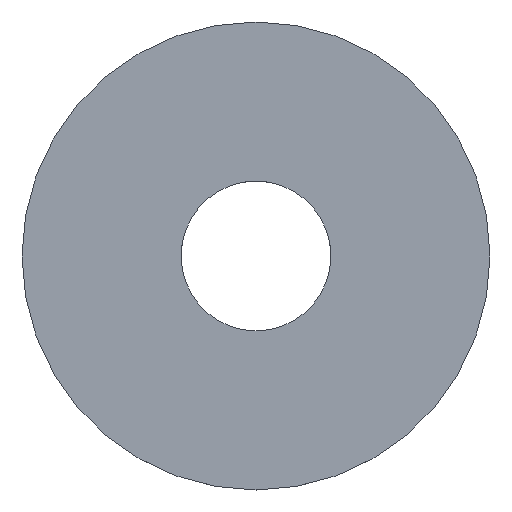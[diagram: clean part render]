
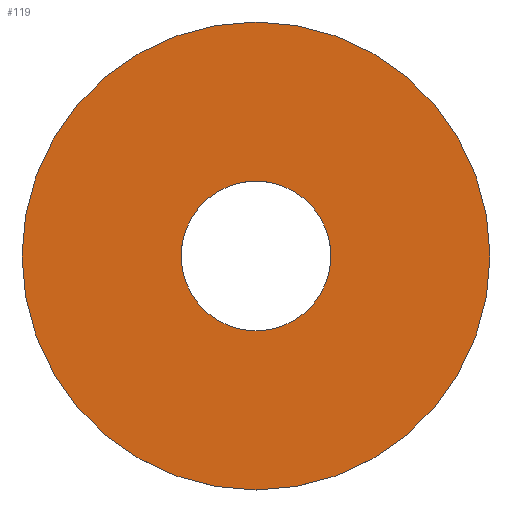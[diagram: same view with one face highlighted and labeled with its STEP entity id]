
A CAD part, top view. The second image highlights one B-rep face of the part: STEP entity #119.
In plain terms, the highlighted planar face has unit normal (0, 0, 1).
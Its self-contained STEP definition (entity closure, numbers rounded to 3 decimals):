
#3 = PLANE ( 'NONE',  #78 ) ;
#8 = CARTESIAN_POINT ( 'NONE',  ( 0., 0., 0.4 ) ) ;
#10 = AXIS2_PLACEMENT_3D ( 'NONE', #73, #113, #141 ) ;
#18 = EDGE_LOOP ( 'NONE', ( #120 ) ) ;
#20 = EDGE_LOOP ( 'NONE', ( #111 ) ) ;
#39 = CIRCLE ( 'NONE', #165, 4. ) ;
#40 = CARTESIAN_POINT ( 'NONE',  ( 0., 12.5, 0.4 ) ) ;
#48 = CARTESIAN_POINT ( 'NONE',  ( 0., 4., 0.4 ) ) ;
#50 = EDGE_CURVE ( 'NONE', #155, #155, #39, .T. ) ;
#62 = FACE_OUTER_BOUND ( 'NONE', #18, .T. ) ;
#73 = CARTESIAN_POINT ( 'NONE',  ( 0., 0., 0.4 ) ) ;
#78 = AXIS2_PLACEMENT_3D ( 'NONE', #48, #160, #99 ) ;
#80 = CIRCLE ( 'NONE', #10, 12.5 ) ;
#92 = VERTEX_POINT ( 'NONE', #40 ) ;
#99 = DIRECTION ( 'NONE',  ( 0., -1., 0. ) ) ;
#111 = ORIENTED_EDGE ( 'NONE', *, *, #50, .T. ) ;
#113 = DIRECTION ( 'NONE',  ( 0., 0., -1. ) ) ;
#116 = DIRECTION ( 'NONE',  ( 0., 1., 0. ) ) ;
#119 = ADVANCED_FACE ( 'NONE', ( #139, #62 ), #3, .T. ) ;
#120 = ORIENTED_EDGE ( 'NONE', *, *, #168, .F. ) ;
#127 = DIRECTION ( 'NONE',  ( 0., 0., -1. ) ) ;
#135 = CARTESIAN_POINT ( 'NONE',  ( 0., 4., 0.4 ) ) ;
#139 = FACE_BOUND ( 'NONE', #20, .T. ) ;
#141 = DIRECTION ( 'NONE',  ( 0., 1., 0. ) ) ;
#155 = VERTEX_POINT ( 'NONE', #135 ) ;
#160 = DIRECTION ( 'NONE',  ( 0., 0., 1. ) ) ;
#165 = AXIS2_PLACEMENT_3D ( 'NONE', #8, #127, #116 ) ;
#168 = EDGE_CURVE ( 'NONE', #92, #92, #80, .T. ) ;
